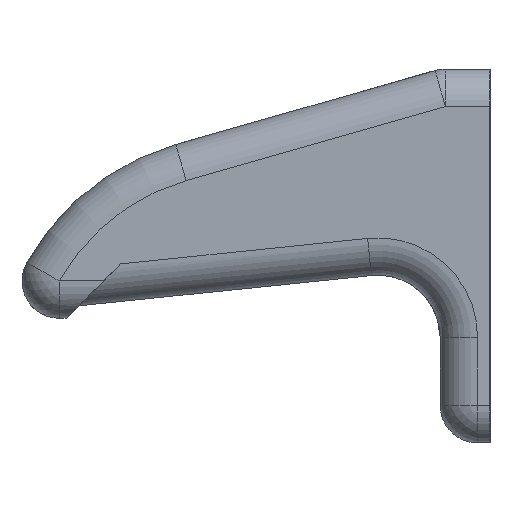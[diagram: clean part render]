
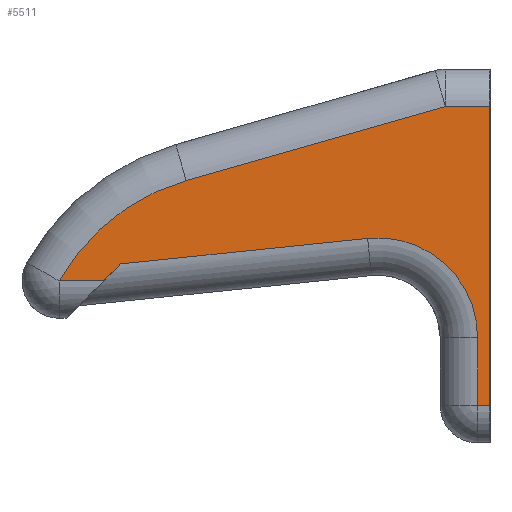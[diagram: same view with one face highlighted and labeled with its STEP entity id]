
A CAD part, left-side view. The second image highlights one B-rep face of the part: STEP entity #5511.
In plain terms, the highlighted planar face has unit normal (-1, 0, 0).
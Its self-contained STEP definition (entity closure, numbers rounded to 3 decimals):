
#376=LINE('',#8795,#699);
#389=LINE('',#8882,#712);
#451=LINE('',#9941,#774);
#453=LINE('',#9950,#776);
#454=LINE('',#9954,#777);
#455=LINE('',#9958,#778);
#456=LINE('',#9960,#779);
#457=LINE('',#9962,#780);
#699=VECTOR('',#6701,3.);
#712=VECTOR('',#6768,10.);
#774=VECTOR('',#7222,10.);
#776=VECTOR('',#7236,10.);
#777=VECTOR('',#7241,10.);
#778=VECTOR('',#7244,10.);
#779=VECTOR('',#7245,10.);
#780=VECTOR('',#7246,10.);
#1248=FACE_OUTER_BOUND('',#1629,.T.);
#1629=EDGE_LOOP('',(#4222,#4223,#4224,#4225,#4226,#4227,#4228,#4229,#4230,
#4231));
#2034=CIRCLE('',#6062,17.);
#2035=CIRCLE('',#6063,8.);
#2336=VERTEX_POINT('',#8774);
#2342=VERTEX_POINT('',#8791);
#2376=VERTEX_POINT('',#8881);
#2492=VERTEX_POINT('',#9940);
#2493=VERTEX_POINT('',#9949);
#2494=VERTEX_POINT('',#9953);
#2495=VERTEX_POINT('',#9955);
#2496=VERTEX_POINT('',#9957);
#2497=VERTEX_POINT('',#9959);
#2498=VERTEX_POINT('',#9961);
#2850=EDGE_CURVE('',#2336,#2342,#376,.T.);
#2887=EDGE_CURVE('',#2376,#2342,#389,.T.);
#3107=EDGE_CURVE('',#2376,#2492,#451,.T.);
#3112=EDGE_CURVE('',#2492,#2493,#453,.T.);
#3114=EDGE_CURVE('',#2494,#2336,#454,.T.);
#3115=EDGE_CURVE('',#2495,#2494,#2034,.T.);
#3116=EDGE_CURVE('',#2496,#2495,#455,.T.);
#3117=EDGE_CURVE('',#2496,#2497,#456,.T.);
#3118=EDGE_CURVE('',#2498,#2497,#457,.T.);
#3119=EDGE_CURVE('',#2493,#2498,#2035,.T.);
#4222=ORIENTED_EDGE('',*,*,#2850,.F.);
#4223=ORIENTED_EDGE('',*,*,#3114,.F.);
#4224=ORIENTED_EDGE('',*,*,#3115,.F.);
#4225=ORIENTED_EDGE('',*,*,#3116,.F.);
#4226=ORIENTED_EDGE('',*,*,#3117,.T.);
#4227=ORIENTED_EDGE('',*,*,#3118,.F.);
#4228=ORIENTED_EDGE('',*,*,#3119,.F.);
#4229=ORIENTED_EDGE('',*,*,#3112,.F.);
#4230=ORIENTED_EDGE('',*,*,#3107,.F.);
#4231=ORIENTED_EDGE('',*,*,#2887,.T.);
#5332=PLANE('',#6061);
#5511=ADVANCED_FACE('',(#1248),#5332,.T.);
#6061=AXIS2_PLACEMENT_3D('',#9952,#7239,#7240);
#6062=AXIS2_PLACEMENT_3D('',#9956,#7242,#7243);
#6063=AXIS2_PLACEMENT_3D('',#9963,#7247,#7248);
#6701=DIRECTION('',(0.,-1.,0.));
#6768=DIRECTION('',(0.,0.,1.));
#7222=DIRECTION('',(0.,1.,0.));
#7236=DIRECTION('',(0.,0.,1.));
#7239=DIRECTION('center_axis',(-1.,0.,0.));
#7240=DIRECTION('ref_axis',(0.,0.,1.));
#7241=DIRECTION('',(0.,-0.962,0.275));
#7242=DIRECTION('center_axis',(1.,0.,0.));
#7243=DIRECTION('ref_axis',(0.,0.711,0.703));
#7244=DIRECTION('',(0.,1.,0.));
#7245=DIRECTION('',(0.,-0.707,0.707));
#7246=DIRECTION('',(0.,0.995,-0.103));
#7247=DIRECTION('center_axis',(-1.,0.,0.));
#7248=DIRECTION('ref_axis',(0.,-0.67,0.743));
#8774=CARTESIAN_POINT('',(0.,3.58,-3.));
#8791=CARTESIAN_POINT('',(0.,0.,-3.));
#8795=CARTESIAN_POINT('',(0.,0.,-3.));
#8881=CARTESIAN_POINT('',(0.,0.,-27.));
#8882=CARTESIAN_POINT('',(0.,0.,-30.));
#9940=CARTESIAN_POINT('',(0.,1.,-27.));
#9941=CARTESIAN_POINT('',(0.,0.,-27.));
#9949=CARTESIAN_POINT('',(0.,1.,-21.544));
#9950=CARTESIAN_POINT('',(0.,1.,-22.5));
#9952=CARTESIAN_POINT('Origin',(0.,0.,-30.));
#9953=CARTESIAN_POINT('',(0.,24.382,-8.944));
#9954=CARTESIAN_POINT('',(0.,5.289,-3.488));
#9955=CARTESIAN_POINT('',(0.,34.554,-17.));
#9956=CARTESIAN_POINT('Origin',(0.,19.712,-25.289));
#9957=CARTESIAN_POINT('',(0.,31.,-17.));
#9958=CARTESIAN_POINT('',(0.,2.,-17.));
#9959=CARTESIAN_POINT('',(0.,29.636,-15.636));
#9960=CARTESIAN_POINT('',(0.,28.,-14.));
#9961=CARTESIAN_POINT('',(0.,9.823,-13.586));
#9962=CARTESIAN_POINT('',(0.,17.546,-14.385));
#9963=CARTESIAN_POINT('Origin',(0.,9.,-21.544));
